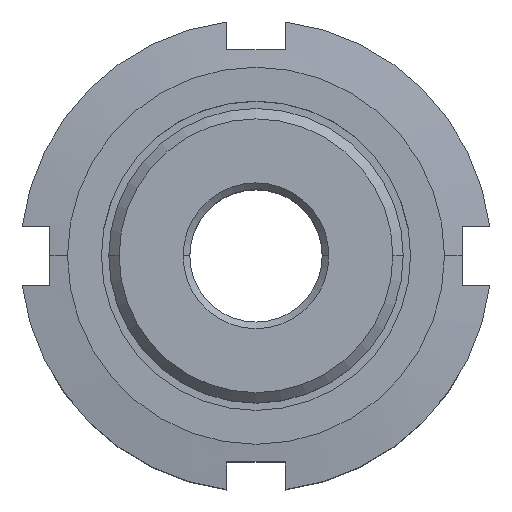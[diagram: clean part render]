
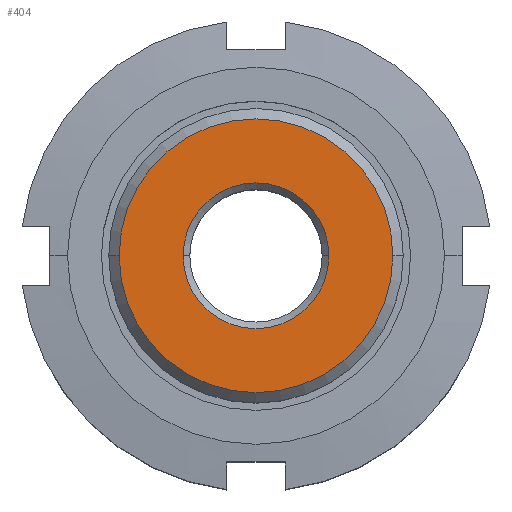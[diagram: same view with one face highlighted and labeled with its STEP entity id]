
A CAD part, top view. The second image highlights one B-rep face of the part: STEP entity #404.
In plain terms, the highlighted planar face has unit normal (0, 0, 1).
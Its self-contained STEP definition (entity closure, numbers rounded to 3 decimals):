
#404=ADVANCED_FACE('',(#1167,#1168),#1169,.T.);
#492=VERTEX_POINT('',#1266);
#524=EDGE_CURVE('',#526,#854,#1300,.T.);
#526=VERTEX_POINT('',#1302);
#544=EDGE_CURVE('',#492,#576,#1321,.T.);
#576=VERTEX_POINT('',#1357);
#770=EDGE_CURVE('',#854,#526,#1574,.T.);
#826=EDGE_CURVE('',#576,#492,#1634,.T.);
#854=VERTEX_POINT('',#1663);
#1167=FACE_OUTER_BOUND('',#2002,.T.);
#1168=FACE_BOUND('',#2003,.T.);
#1169=PLANE('',#2004);
#1266=CARTESIAN_POINT('',(4.95,0.,18.0));
#1300=CIRCLE('',#2275,9.295);
#1302=CARTESIAN_POINT('',(-9.295,0.,18.0));
#1321=CIRCLE('',#2300,4.95);
#1357=CARTESIAN_POINT('',(-4.95,0.,18.0));
#1574=CIRCLE('',#2783,9.295);
#1634=CIRCLE('',#2910,4.95);
#1663=CARTESIAN_POINT('',(9.295,0.,18.0));
#2002=EDGE_LOOP('',(#3577,#3578));
#2003=EDGE_LOOP('',(#3579,#3580));
#2004=AXIS2_PLACEMENT_3D('',#3581,#3582,#3583);
#2275=AXIS2_PLACEMENT_3D('',#3724,#3725,#3726);
#2300=AXIS2_PLACEMENT_3D('',#3741,#3742,#3743);
#2783=AXIS2_PLACEMENT_3D('',#4045,#4046,#4047);
#2910=AXIS2_PLACEMENT_3D('',#4098,#4099,#4100);
#3577=ORIENTED_EDGE('',*,*,#770,.F.);
#3578=ORIENTED_EDGE('',*,*,#524,.F.);
#3579=ORIENTED_EDGE('',*,*,#544,.T.);
#3580=ORIENTED_EDGE('',*,*,#826,.T.);
#3581=CARTESIAN_POINT('',(7.123,0.,18.0));
#3582=DIRECTION('',(0.0,0.,1.0));
#3583=DIRECTION('',(-1.0,0.0,0.0));
#3724=CARTESIAN_POINT('',(0.0,0.,18.0));
#3725=DIRECTION('',(0.0,0.,-1.0));
#3726=DIRECTION('',(1.0,0.0,0.0));
#3741=CARTESIAN_POINT('',(0.0,0.,18.0));
#3742=DIRECTION('',(0.0,0.,-1.0));
#3743=DIRECTION('',(1.0,0.0,0.0));
#4045=CARTESIAN_POINT('',(0.0,0.,18.0));
#4046=DIRECTION('',(0.0,0.,-1.0));
#4047=DIRECTION('',(1.0,0.0,0.0));
#4098=CARTESIAN_POINT('',(0.0,0.,18.0));
#4099=DIRECTION('',(0.0,0.,-1.0));
#4100=DIRECTION('',(1.0,0.0,0.0));
